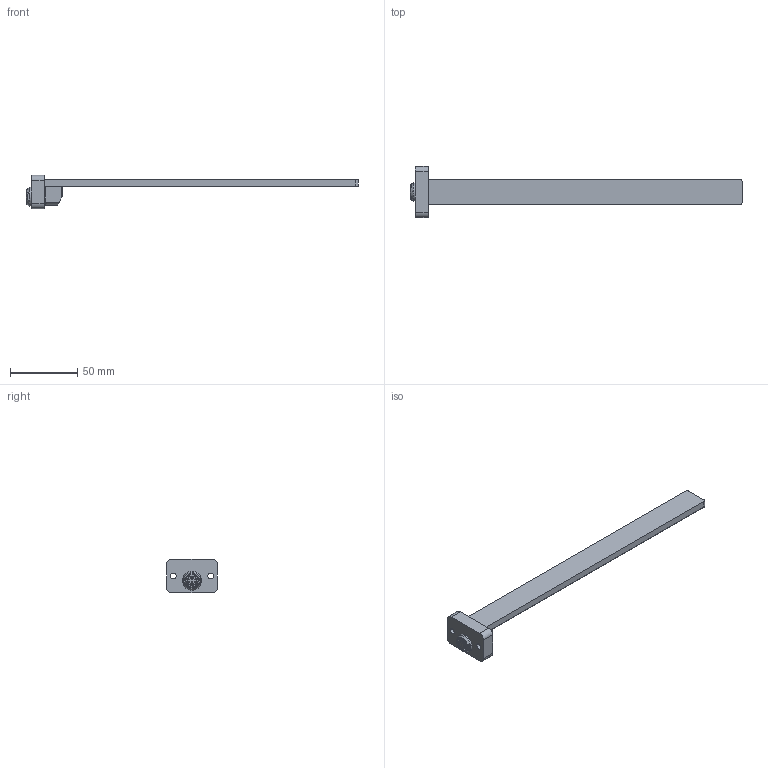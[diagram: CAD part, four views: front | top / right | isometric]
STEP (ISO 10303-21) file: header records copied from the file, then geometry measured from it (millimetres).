
FILE_DESCRIPTION (( 'STEP AP214' ), '1' );
FILE_NAME ('88201810A-Hall Probe.STEP', '2008-04-14T19:41:23', ( ' ' ), ( ' ' ), 'SwSTEP 2.0', 'SolidWorks 2006104', '' );
FILE_SCHEMA (( 'AUTOMOTIVE_DESIGN' ));
Length unit declared in the file: inch
Products named in the file (11): Hall Element package; Lemo EXP 1B 310 HLN; 1206 Package; Hall Probe PCB; Lemo EXG1B Nut 1; Lemo EXG1B Nut 2; Hall Probe PCB-B; 17214970; 17213210-E; 88201810A-Hall Probe
Assembly tree (13 placements, depth 4):
  88201810A-Hall Probe
    Hall Probe PCB-B
      1206 Package  x4
      Hall Element package
      Hall Probe PCB
      Lemo EXP 1B 310 HLN
        Lemo EXG1B Nut 2
        Lemo EXG1B Nut 1
        Lemo EXP 1B 310 HLN
    17213210-E
    17214970
Bounding box: 246.17 x 37.8 x 24.8 mm (x, y, z)
Volume: 32592.1 mm3; surface area: 34660.3 mm2
Topology: 11 solids, 11 shells, 336 faces, 844 edges, 556 vertices
Faces by surface type: plane 234, cylinder 85, cone 17
Entity records: 8590 total; most frequent: CARTESIAN_POINT 1493, DIRECTION 1339, ORIENTED_EDGE 1256, EDGE_CURVE 628, AXIS2_PLACEMENT_3D 466, VERTEX_POINT 412, VECTOR 407, LINE 407
